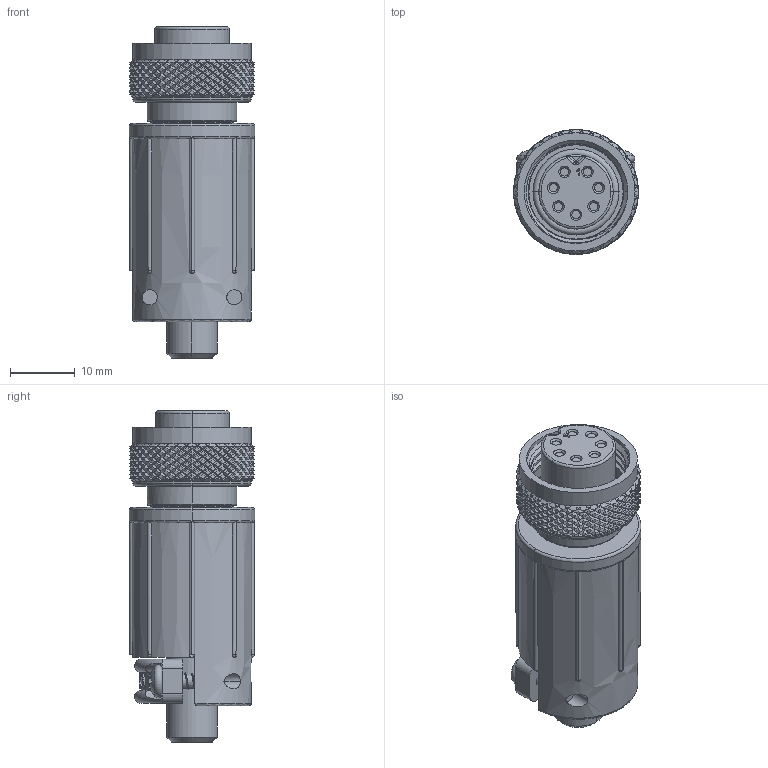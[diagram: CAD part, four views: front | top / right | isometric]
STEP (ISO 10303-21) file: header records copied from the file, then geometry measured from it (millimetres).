
FILE_DESCRIPTION (( 'STEP AP203' ), '1' );
FILE_NAME ('SF6282-7SG-520.STEP', '2021-06-28T18:40:43', ( '' ), ( '' ), 'SwSTEP 2.0', 'SolidWorks 2020', '' );
FILE_SCHEMA (( 'CONFIG_CONTROL_DESIGN' ));
Products named in the file (1): SF6282-7SG-520
Bounding box: 19.38 x 19.38 x 51.38 mm (x, y, z)
Volume: 10550.8 mm3; surface area: 5800.1 mm2
Topology: 2 solids, 2 shells, 2288 faces, 4925 edges, 2646 vertices
Faces by surface type: bspline 1611, cylinder 456, plane 121, cone 47, torus 36, sphere 17
Entity records: 99623 total; most frequent: CARTESIAN_POINT 68803, ORIENTED_EDGE 9778, EDGE_CURVE 4889, VERTEX_POINT 2630, DIRECTION 2445, EDGE_LOOP 2319, ADVANCED_FACE 2288, FACE_OUTER_BOUND 2288
